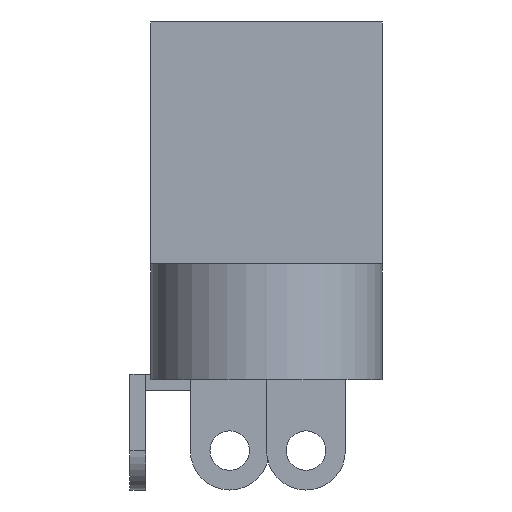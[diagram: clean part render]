
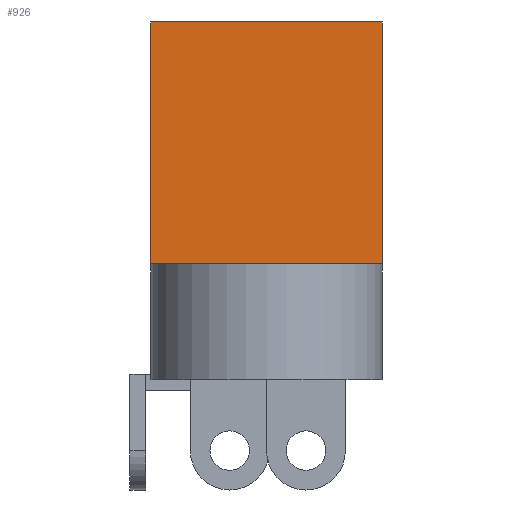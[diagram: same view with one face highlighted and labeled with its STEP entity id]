
A CAD part, front view. The second image highlights one B-rep face of the part: STEP entity #926.
In plain terms, the highlighted planar face has unit normal (0, -1, 0).
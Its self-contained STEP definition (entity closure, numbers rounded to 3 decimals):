
#46=PLANE('',#1010);
#90=FACE_OUTER_BOUND('',#151,.T.);
#151=EDGE_LOOP('',(#661,#662,#663,#664));
#229=LINE('',#1402,#320);
#230=LINE('',#1405,#321);
#231=LINE('',#1407,#322);
#232=LINE('',#1408,#323);
#320=VECTOR('',#1116,10.);
#321=VECTOR('',#1119,10.);
#322=VECTOR('',#1120,10.);
#323=VECTOR('',#1121,10.);
#446=VERTEX_POINT('',#1396);
#448=VERTEX_POINT('',#1400);
#449=VERTEX_POINT('',#1404);
#450=VERTEX_POINT('',#1406);
#532=EDGE_CURVE('',#446,#448,#229,.T.);
#533=EDGE_CURVE('',#449,#446,#230,.T.);
#534=EDGE_CURVE('',#450,#448,#231,.T.);
#535=EDGE_CURVE('',#449,#450,#232,.T.);
#661=ORIENTED_EDGE('',*,*,#533,.T.);
#662=ORIENTED_EDGE('',*,*,#532,.T.);
#663=ORIENTED_EDGE('',*,*,#534,.F.);
#664=ORIENTED_EDGE('',*,*,#535,.F.);
#926=ADVANCED_FACE('',(#90),#46,.T.);
#1010=AXIS2_PLACEMENT_3D('',#1403,#1117,#1118);
#1116=DIRECTION('',(0.,0.,1.));
#1117=DIRECTION('center_axis',(0.,-1.,0.));
#1118=DIRECTION('ref_axis',(1.,0.,0.));
#1119=DIRECTION('',(1.,0.,0.));
#1120=DIRECTION('',(1.,0.,0.));
#1121=DIRECTION('',(0.,0.,1.));
#1396=CARTESIAN_POINT('',(4.4,-6.9,0.));
#1400=CARTESIAN_POINT('',(4.4,-6.9,9.2));
#1402=CARTESIAN_POINT('',(4.4,-6.9,0.));
#1403=CARTESIAN_POINT('Origin',(-4.4,-6.9,0.));
#1404=CARTESIAN_POINT('',(-4.4,-6.9,0.));
#1405=CARTESIAN_POINT('',(-4.4,-6.9,0.));
#1406=CARTESIAN_POINT('',(-4.4,-6.9,9.2));
#1407=CARTESIAN_POINT('',(-4.4,-6.9,9.2));
#1408=CARTESIAN_POINT('',(-4.4,-6.9,0.));
